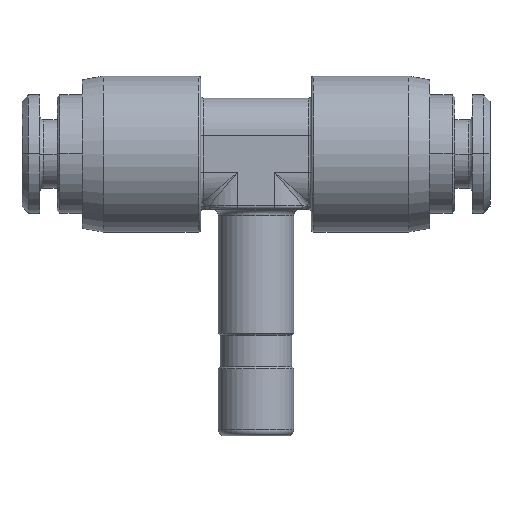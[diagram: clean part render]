
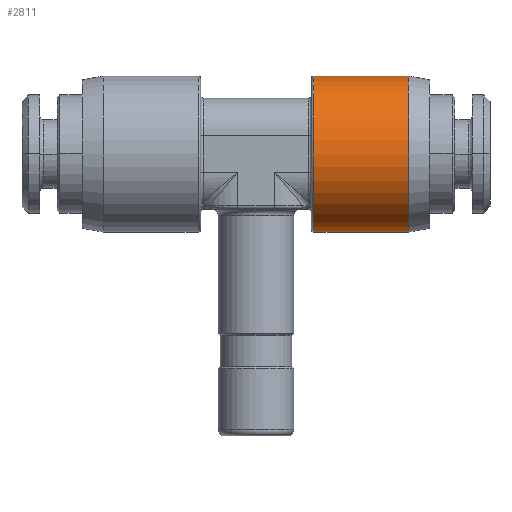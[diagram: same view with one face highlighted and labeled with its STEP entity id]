
A CAD part, top view. The second image highlights one B-rep face of the part: STEP entity #2811.
In plain terms, the highlighted cylindrical face has radius 6.2 mm (diameter 12.4 mm), a partial arc.
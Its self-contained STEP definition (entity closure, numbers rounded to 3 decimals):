
#322=DIRECTION('',(1.,0.,0.));
#323=VECTOR('',#322,7.55);
#324=CARTESIAN_POINT('',(4.6,-6.2,0.));
#325=LINE('',#324,#323);
#326=DIRECTION('',(1.,0.,0.));
#327=VECTOR('',#326,7.55);
#328=CARTESIAN_POINT('',(4.6,6.2,0.));
#329=LINE('',#328,#327);
#330=CARTESIAN_POINT('',(4.6,0.,0.));
#331=DIRECTION('',(-1.,0.,0.));
#332=DIRECTION('',(0.,-1.,0.));
#333=AXIS2_PLACEMENT_3D('',#330,#331,#332);
#335=CARTESIAN_POINT('',(12.15,0.,0.));
#336=DIRECTION('',(-1.,0.,0.));
#337=DIRECTION('',(0.,-1.,0.));
#338=AXIS2_PLACEMENT_3D('',#335,#336,#337);
#1686=CARTESIAN_POINT('',(12.15,-6.2,0.));
#1688=VERTEX_POINT('',#1686);
#1690=CARTESIAN_POINT('',(12.15,6.2,0.));
#1692=VERTEX_POINT('',#1690);
#1706=CARTESIAN_POINT('',(4.6,-6.2,0.));
#1707=CARTESIAN_POINT('',(4.6,6.2,0.));
#1708=VERTEX_POINT('',#1706);
#1709=VERTEX_POINT('',#1707);
#2799=CARTESIAN_POINT('',(14.27,0.,0.));
#2800=DIRECTION('',(-1.,0.,0.));
#2801=DIRECTION('',(0.,1.,0.));
#2802=AXIS2_PLACEMENT_3D('',#2799,#2800,#2801);
#2803=CYLINDRICAL_SURFACE('',#2802,6.2);
#2804=ORIENTED_EDGE('',*,*,#2764,.T.);
#2805=ORIENTED_EDGE('',*,*,#2794,.T.);
#2807=ORIENTED_EDGE('',*,*,#2806,.F.);
#2808=ORIENTED_EDGE('',*,*,#2790,.F.);
#2809=EDGE_LOOP('',(#2804,#2805,#2807,#2808));
#2810=FACE_OUTER_BOUND('',#2809,.F.);
#2811=ADVANCED_FACE('',(#2810),#2803,.T.);
#334=CIRCLE('',#333,6.2);
#339=CIRCLE('',#338,6.2);
#2764=EDGE_CURVE('',#1708,#1709,#334,.T.);
#2790=EDGE_CURVE('',#1708,#1688,#325,.T.);
#2794=EDGE_CURVE('',#1709,#1692,#329,.T.);
#2806=EDGE_CURVE('',#1688,#1692,#339,.T.);
